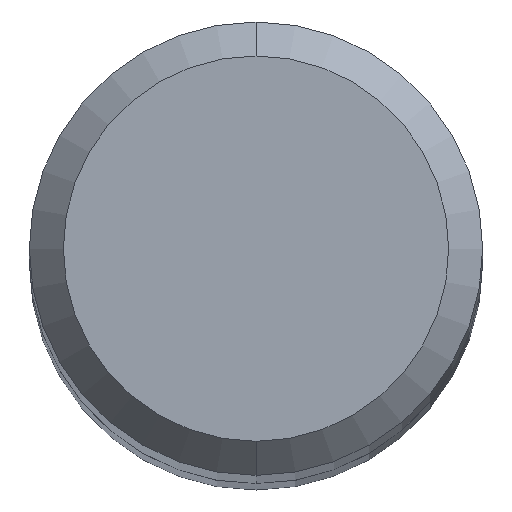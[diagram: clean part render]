
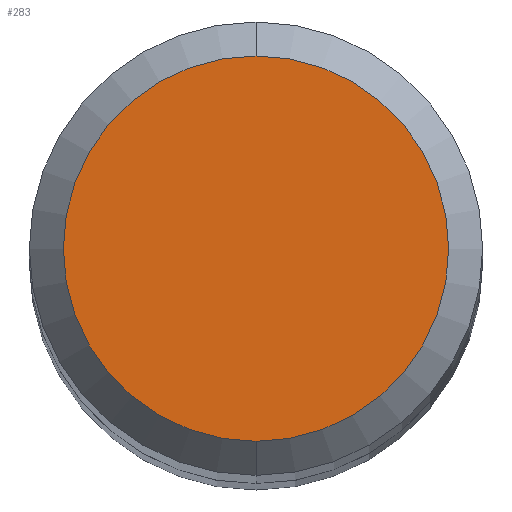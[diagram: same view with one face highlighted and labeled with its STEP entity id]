
A CAD part, top view. The second image highlights one B-rep face of the part: STEP entity #283.
In plain terms, the highlighted planar face has unit normal (0, 0, 1).
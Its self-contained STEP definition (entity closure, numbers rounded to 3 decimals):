
#203=VERTEX_POINT('',#483);
#283=ADVANCED_FACE('',(#572),#573,.T.);
#285=EDGE_CURVE('',#395,#203,#575,.T.);
#395=VERTEX_POINT('',#695);
#403=EDGE_CURVE('',#203,#395,#703,.T.);
#483=CARTESIAN_POINT('',(0.,-1.7,0.0));
#572=FACE_OUTER_BOUND('',#956,.T.);
#573=PLANE('',#957);
#575=CIRCLE('',#960,1.7);
#695=CARTESIAN_POINT('',(0.0,1.7,0.0));
#703=CIRCLE('',#1282,1.7);
#956=EDGE_LOOP('',(#1474,#1475));
#957=AXIS2_PLACEMENT_3D('',#1476,#1477,#1478);
#960=AXIS2_PLACEMENT_3D('',#1479,#1480,#1481);
#1282=AXIS2_PLACEMENT_3D('',#1613,#1614,#1615);
#1474=ORIENTED_EDGE('',*,*,#285,.F.);
#1475=ORIENTED_EDGE('',*,*,#403,.F.);
#1476=CARTESIAN_POINT('',(0.0,0.85,0.0));
#1477=DIRECTION('',(-0.0,0.0,1.0));
#1478=DIRECTION('',(0.0,-1.0,0.0));
#1479=CARTESIAN_POINT('',(0.0,0.0,0.0));
#1480=DIRECTION('',(0.0,0.0,-1.0));
#1481=DIRECTION('',(0.0,1.0,0.0));
#1613=CARTESIAN_POINT('',(0.0,0.0,0.0));
#1614=DIRECTION('',(0.0,0.0,-1.0));
#1615=DIRECTION('',(0.0,1.0,0.0));
